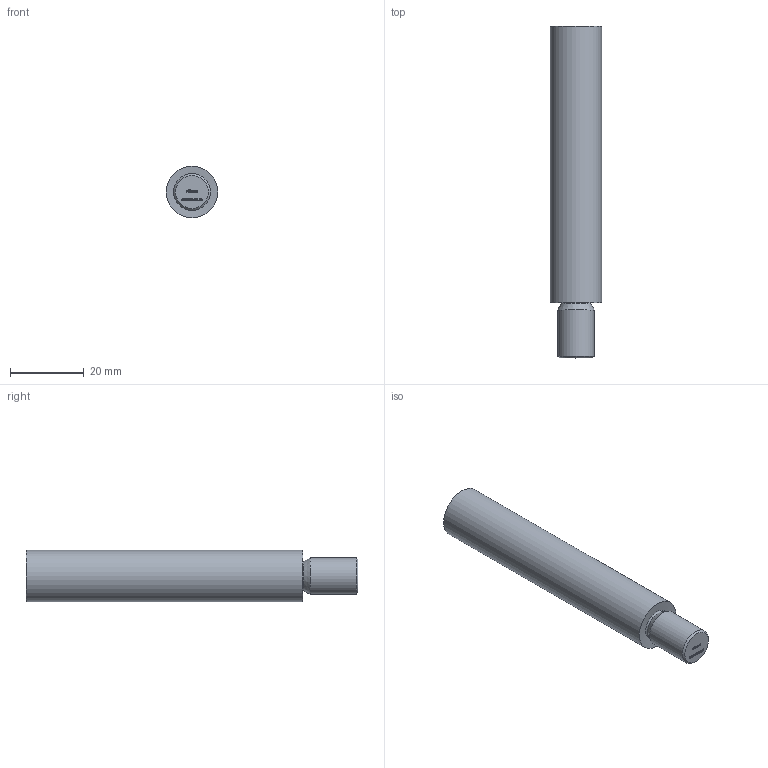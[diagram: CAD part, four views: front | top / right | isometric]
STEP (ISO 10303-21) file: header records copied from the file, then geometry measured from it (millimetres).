
FILE_DESCRIPTION (( 'STEP AP203' ), '1' );
FILE_NAME ('50237-240-75-M10.step', '2023-09-15T08:00:14', ( '' ), ( '' ), 'SwSTEP 2.0', 'SolidWorks 2018', '' );
FILE_SCHEMA (( 'CONFIG_CONTROL_DESIGN' ));
Length unit declared in the file: millimetre
Products named in the file (1): 50237-240-75-M10
Bounding box: 14 x 90 x 14 mm (x, y, z)
Volume: 12674.4 mm3; surface area: 4106.1 mm2
Topology: 1 solids, 1 shells, 293 faces, 775 edges, 515 vertices
Faces by surface type: plane 170, bspline 117, cone 3, cylinder 2, torus 1
Full cylindrical faces by diameter (mm): 10 x1, 14 x1
Entity records: 15749 total; most frequent: CARTESIAN_POINT 9223, ORIENTED_EDGE 1538, DIRECTION 896, EDGE_CURVE 769, VECTOR 528, LINE 528, VERTEX_POINT 515, EDGE_LOOP 330
